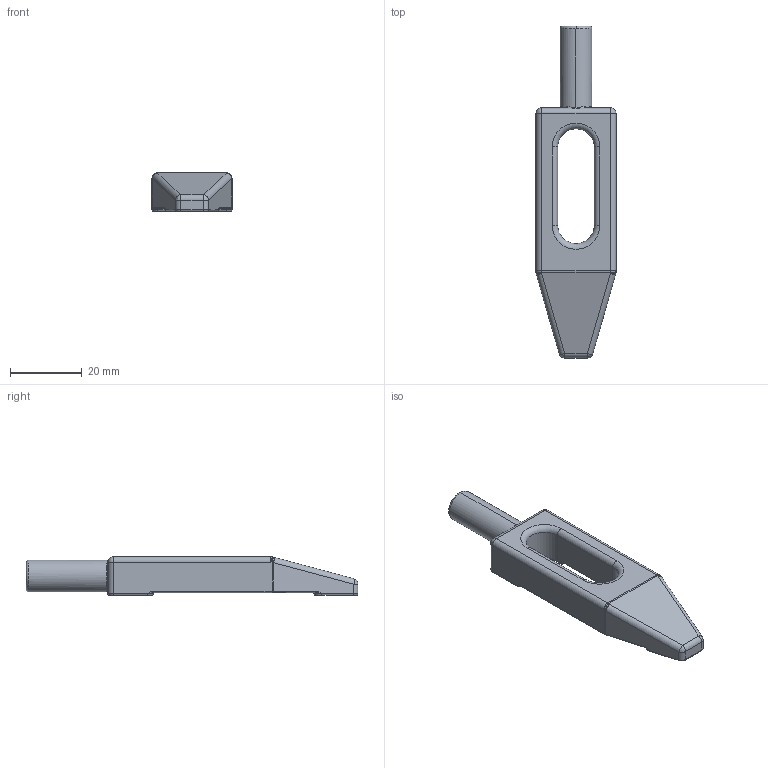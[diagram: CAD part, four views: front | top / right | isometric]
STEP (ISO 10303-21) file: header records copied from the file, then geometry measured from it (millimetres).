
FILE_DESCRIPTION (( 'STEP AP214' ), '1' );
FILE_NAME ('SW3dPS-36100.step', '2010-03-27T13:27:45', ( 'sysAdmin' ), ( 'SolidWorks' ), 'SwSTEP 2.0', 'SolidWorks 2010', '' );
FILE_SCHEMA (( 'AUTOMOTIVE_DESIGN' ));
Length unit declared in the file: inch
Products named in the file (1): SW3dPS-36100
Bounding box: 22.35 x 92.71 x 10.77 mm (x, y, z)
Volume: 11477.7 mm3; surface area: 4963 mm2
Topology: 1 solids, 1 shells, 96 faces, 223 edges, 122 vertices
Faces by surface type: cylinder 41, torus 28, plane 14, bspline 9, sphere 4
Entity records: 3549 total; most frequent: CARTESIAN_POINT 1360, DIRECTION 492, ORIENTED_EDGE 434, EDGE_CURVE 217, AXIS2_PLACEMENT_3D 207, VERTEX_POINT 122, CIRCLE 119, EDGE_LOOP 97
